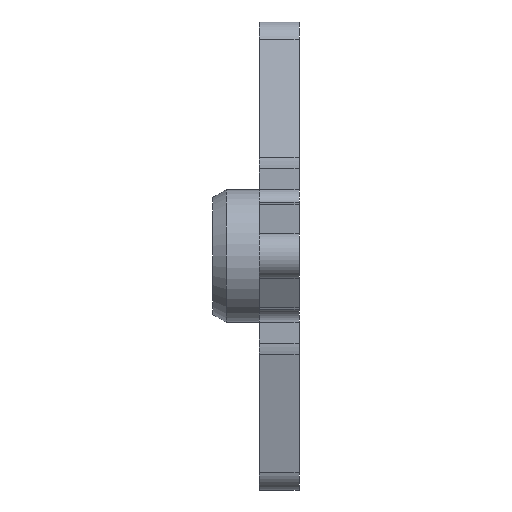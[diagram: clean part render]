
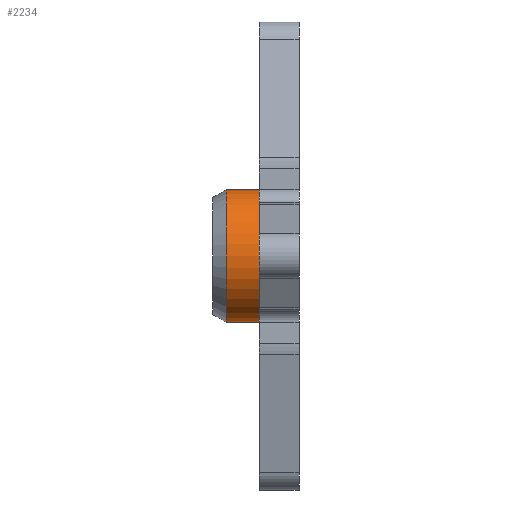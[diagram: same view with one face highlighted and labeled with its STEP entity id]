
A CAD part, left-side view. The second image highlights one B-rep face of the part: STEP entity #2234.
In plain terms, the highlighted cylindrical face has radius 5 mm (diameter 10 mm), a partial arc.
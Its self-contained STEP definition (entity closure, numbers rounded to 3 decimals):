
#15 = VERTEX_POINT ( 'NONE', #2602 ) ;
#29 = VECTOR ( 'NONE', #2400, 1000. ) ;
#78 = CYLINDRICAL_SURFACE ( 'NONE', #1298, 5. ) ;
#172 = CARTESIAN_POINT ( 'NONE',  ( 0., 5.5, -5. ) ) ;
#260 = DIRECTION ( 'NONE',  ( 0., 0., 1. ) ) ;
#524 = ORIENTED_EDGE ( 'NONE', *, *, #1544, .T. ) ;
#528 = DIRECTION ( 'NONE',  ( 0., -1., 0. ) ) ;
#581 = AXIS2_PLACEMENT_3D ( 'NONE', #2689, #2069, #2676 ) ;
#624 = VERTEX_POINT ( 'NONE', #1016 ) ;
#706 = CARTESIAN_POINT ( 'NONE',  ( 0., 6.5, 5. ) ) ;
#828 = EDGE_CURVE ( 'NONE', #2538, #624, #2609, .T. ) ;
#899 = DIRECTION ( 'NONE',  ( 0., 0., -1. ) ) ;
#907 = EDGE_LOOP ( 'NONE', ( #1366, #1056, #1719, #524 ) ) ;
#918 = DIRECTION ( 'NONE',  ( 0., -1., 0. ) ) ;
#988 = CIRCLE ( 'NONE', #2678, 5. ) ;
#1016 = CARTESIAN_POINT ( 'NONE',  ( 0., 3., -5. ) ) ;
#1056 = ORIENTED_EDGE ( 'NONE', *, *, #2154, .T. ) ;
#1143 = FACE_OUTER_BOUND ( 'NONE', #907, .T. ) ;
#1193 = CIRCLE ( 'NONE', #581, 5. ) ;
#1273 = DIRECTION ( 'NONE',  ( 0., -1., 0. ) ) ;
#1298 = AXIS2_PLACEMENT_3D ( 'NONE', #2363, #528, #899 ) ;
#1366 = ORIENTED_EDGE ( 'NONE', *, *, #2264, .F. ) ;
#1544 = EDGE_CURVE ( 'NONE', #624, #1883, #1193, .T. ) ;
#1553 = CARTESIAN_POINT ( 'NONE',  ( 0., 3., 5. ) ) ;
#1719 = ORIENTED_EDGE ( 'NONE', *, *, #828, .T. ) ;
#1883 = VERTEX_POINT ( 'NONE', #1553 ) ;
#1892 = CARTESIAN_POINT ( 'NONE',  ( 0., 5.5, 0. ) ) ;
#1921 = VECTOR ( 'NONE', #918, 1000. ) ;
#2069 = DIRECTION ( 'NONE',  ( 0., 1., 0. ) ) ;
#2145 = CARTESIAN_POINT ( 'NONE',  ( 0., 6.5, -5. ) ) ;
#2154 = EDGE_CURVE ( 'NONE', #15, #2538, #988, .T. ) ;
#2234 = ADVANCED_FACE ( 'NONE', ( #1143 ), #78, .T. ) ;
#2264 = EDGE_CURVE ( 'NONE', #15, #1883, #2378, .T. ) ;
#2363 = CARTESIAN_POINT ( 'NONE',  ( 0., 6.5, 0. ) ) ;
#2378 = LINE ( 'NONE', #706, #29 ) ;
#2400 = DIRECTION ( 'NONE',  ( 0., -1., 0. ) ) ;
#2538 = VERTEX_POINT ( 'NONE', #172 ) ;
#2602 = CARTESIAN_POINT ( 'NONE',  ( 0., 5.5, 5. ) ) ;
#2609 = LINE ( 'NONE', #2145, #1921 ) ;
#2676 = DIRECTION ( 'NONE',  ( 0., 0., 1. ) ) ;
#2678 = AXIS2_PLACEMENT_3D ( 'NONE', #1892, #1273, #260 ) ;
#2689 = CARTESIAN_POINT ( 'NONE',  ( 0., 3., 0. ) ) ;
